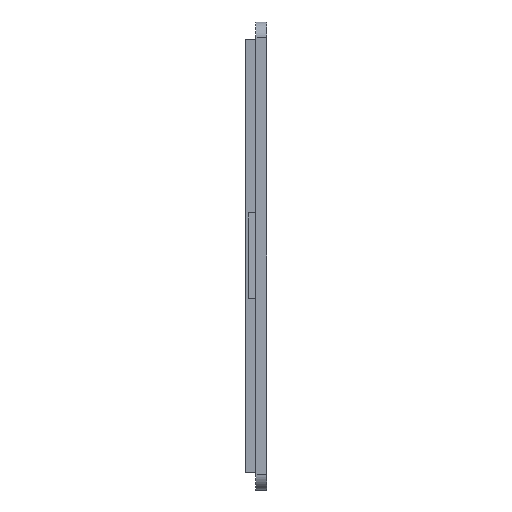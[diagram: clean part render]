
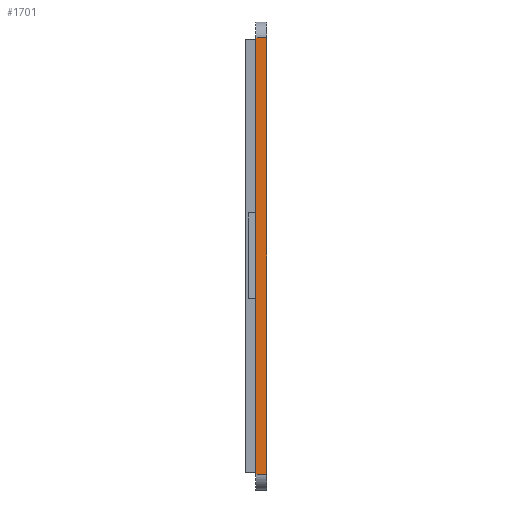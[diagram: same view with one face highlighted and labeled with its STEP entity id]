
A CAD part, left-side view. The second image highlights one B-rep face of the part: STEP entity #1701.
In plain terms, the highlighted planar face has unit normal (-1, 0, 0).
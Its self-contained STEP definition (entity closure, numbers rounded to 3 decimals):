
#63 = VERTEX_POINT('',#64);
#64 = CARTESIAN_POINT('',(-56.4,-17.63,40.9));
#71 = EDGE_CURVE('',#72,#63,#74,.T.);
#72 = VERTEX_POINT('',#73);
#73 = CARTESIAN_POINT('',(-56.4,-15.63,40.9));
#74 = LINE('',#75,#76);
#75 = CARTESIAN_POINT('',(-56.4,-15.63,40.9));
#76 = VECTOR('',#77,1.);
#77 = DIRECTION('',(0.,-1.,0.));
#155 = VERTEX_POINT('',#156);
#156 = CARTESIAN_POINT('',(-56.4,-15.63,-40.9));
#163 = EDGE_CURVE('',#155,#72,#164,.T.);
#164 = LINE('',#165,#166);
#165 = CARTESIAN_POINT('',(-56.4,-15.63,-40.9));
#166 = VECTOR('',#167,1.);
#167 = DIRECTION('',(0.,0.,1.));
#288 = VERTEX_POINT('',#289);
#289 = CARTESIAN_POINT('',(-56.4,-17.63,-40.9));
#296 = EDGE_CURVE('',#288,#63,#297,.T.);
#297 = LINE('',#298,#299);
#298 = CARTESIAN_POINT('',(-56.4,-17.63,-40.9));
#299 = VECTOR('',#300,1.);
#300 = DIRECTION('',(0.,0.,1.));
#1701 = ADVANCED_FACE('',(#1702),#1713,.T.);
#1702 = FACE_BOUND('',#1703,.T.);
#1703 = EDGE_LOOP('',(#1704,#1710,#1711,#1712));
#1704 = ORIENTED_EDGE('',*,*,#1705,.T.);
#1705 = EDGE_CURVE('',#155,#288,#1706,.T.);
#1706 = LINE('',#1707,#1708);
#1707 = CARTESIAN_POINT('',(-56.4,-15.63,-40.9));
#1708 = VECTOR('',#1709,1.);
#1709 = DIRECTION('',(0.,-1.,0.));
#1710 = ORIENTED_EDGE('',*,*,#296,.T.);
#1711 = ORIENTED_EDGE('',*,*,#71,.F.);
#1712 = ORIENTED_EDGE('',*,*,#163,.F.);
#1713 = PLANE('',#1714);
#1714 = AXIS2_PLACEMENT_3D('',#1715,#1716,#1717);
#1715 = CARTESIAN_POINT('',(-56.4,-15.63,-40.9));
#1716 = DIRECTION('',(-1.,0.,0.));
#1717 = DIRECTION('',(0.,0.,1.));
